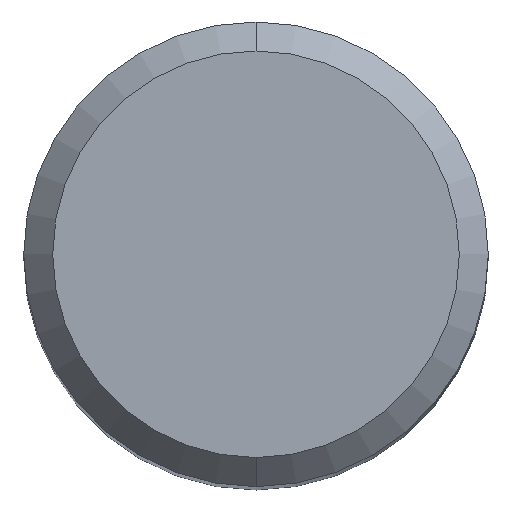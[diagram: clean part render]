
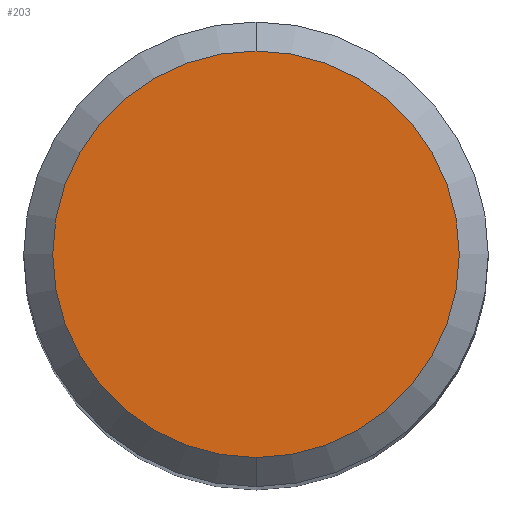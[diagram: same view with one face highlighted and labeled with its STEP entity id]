
A CAD part, top view. The second image highlights one B-rep face of the part: STEP entity #203.
In plain terms, the highlighted planar face has unit normal (0, 0, 1).
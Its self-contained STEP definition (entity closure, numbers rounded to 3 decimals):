
#139=VERTEX_POINT('',#370);
#199=EDGE_CURVE('',#251,#139,#441,.T.);
#203=ADVANCED_FACE('',(#445),#446,.T.);
#251=VERTEX_POINT('',#499);
#343=EDGE_CURVE('',#139,#251,#601,.T.);
#370=CARTESIAN_POINT('',(0.,-2.8,0.0));
#441=CIRCLE('',#705,2.8);
#445=FACE_OUTER_BOUND('',#709,.T.);
#446=PLANE('',#710);
#499=CARTESIAN_POINT('',(0.0,2.8,0.0));
#601=CIRCLE('',#918,2.8);
#705=AXIS2_PLACEMENT_3D('',#1027,#1028,#1029);
#709=EDGE_LOOP('',(#1031,#1032));
#710=AXIS2_PLACEMENT_3D('',#1033,#1034,#1035);
#918=AXIS2_PLACEMENT_3D('',#1230,#1231,#1232);
#1027=CARTESIAN_POINT('',(0.0,0.0,0.0));
#1028=DIRECTION('',(0.0,0.0,-1.0));
#1029=DIRECTION('',(0.0,1.0,0.0));
#1031=ORIENTED_EDGE('',*,*,#199,.F.);
#1032=ORIENTED_EDGE('',*,*,#343,.F.);
#1033=CARTESIAN_POINT('',(0.0,1.4,0.0));
#1034=DIRECTION('',(-0.0,0.0,1.0));
#1035=DIRECTION('',(0.0,-1.0,0.0));
#1230=CARTESIAN_POINT('',(0.0,0.0,0.0));
#1231=DIRECTION('',(0.0,0.0,-1.0));
#1232=DIRECTION('',(0.0,1.0,0.0));
